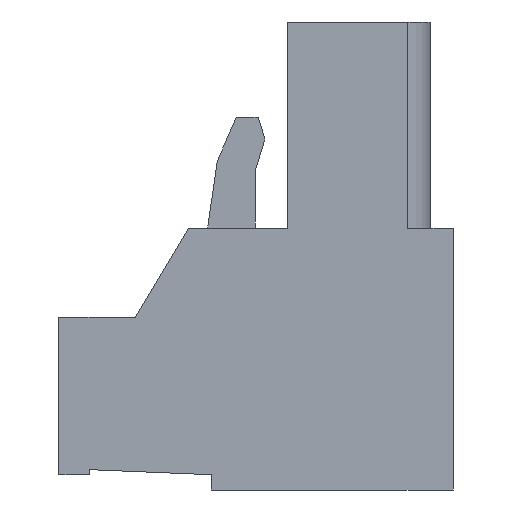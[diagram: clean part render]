
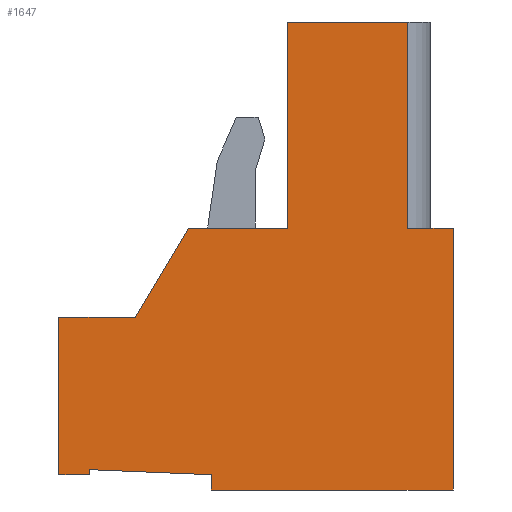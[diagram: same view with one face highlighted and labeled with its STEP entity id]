
A CAD part, left-side view. The second image highlights one B-rep face of the part: STEP entity #1647.
In plain terms, the highlighted planar face has unit normal (-1, 0, 0).
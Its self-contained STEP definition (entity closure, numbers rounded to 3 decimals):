
#72=DIRECTION('',(0.,1.,0.));
#73=VECTOR('',#72,1.78);
#74=CARTESIAN_POINT('',(-7.5,-3.5,-8.1));
#75=LINE('',#74,#73);
#76=DIRECTION('',(0.,0.,-1.));
#77=VECTOR('',#76,10.3);
#78=CARTESIAN_POINT('',(-7.5,-3.5,-8.1));
#79=LINE('',#78,#77);
#80=DIRECTION('',(0.,1.,0.));
#81=VECTOR('',#80,9.5);
#82=CARTESIAN_POINT('',(-7.5,-3.5,-18.4));
#83=LINE('',#82,#81);
#84=DIRECTION('',(0.,0.,1.));
#85=VECTOR('',#84,0.6);
#86=CARTESIAN_POINT('',(-7.5,6.,-18.4));
#87=LINE('',#86,#85);
#88=DIRECTION('',(0.,0.999,0.042));
#89=VECTOR('',#88,4.804);
#90=CARTESIAN_POINT('',(-7.5,6.,-17.8));
#91=LINE('',#90,#89);
#92=DIRECTION('',(0.,0.,-1.));
#93=VECTOR('',#92,0.2);
#94=CARTESIAN_POINT('',(-7.5,10.8,-17.6));
#95=LINE('',#94,#93);
#96=DIRECTION('',(0.,1.,0.));
#97=VECTOR('',#96,1.2);
#98=CARTESIAN_POINT('',(-7.5,10.8,-17.8));
#99=LINE('',#98,#97);
#100=DIRECTION('',(0.,0.,1.));
#101=VECTOR('',#100,6.2);
#102=CARTESIAN_POINT('',(-7.5,12.,-17.8));
#103=LINE('',#102,#101);
#104=DIRECTION('',(0.,-1.,0.));
#105=VECTOR('',#104,3.);
#106=CARTESIAN_POINT('',(-7.5,12.,-11.6));
#107=LINE('',#106,#105);
#108=DIRECTION('',(0.,-0.514,0.857));
#109=VECTOR('',#108,4.082);
#110=CARTESIAN_POINT('',(-7.5,9.,-11.6));
#111=LINE('',#110,#109);
#112=DIRECTION('',(0.,-1.,0.));
#113=VECTOR('',#112,3.9);
#114=CARTESIAN_POINT('',(-7.5,6.9,-8.1));
#115=LINE('',#114,#113);
#116=DIRECTION('',(0.,0.,1.));
#117=VECTOR('',#116,8.1);
#118=CARTESIAN_POINT('',(-7.5,3.,-8.1));
#119=LINE('',#118,#117);
#120=DIRECTION('',(0.,-1.,0.));
#121=VECTOR('',#120,4.72);
#122=CARTESIAN_POINT('',(-7.5,3.,0.));
#123=LINE('',#122,#121);
#124=DIRECTION('',(0.,0.,-1.));
#125=VECTOR('',#124,8.1);
#126=CARTESIAN_POINT('',(-7.5,-1.72,0.));
#127=LINE('',#126,#125);
#1248=CARTESIAN_POINT('',(-7.5,-3.5,-18.4));
#1249=CARTESIAN_POINT('',(-7.5,6.,-18.4));
#1250=VERTEX_POINT('',#1248);
#1251=VERTEX_POINT('',#1249);
#1252=CARTESIAN_POINT('',(-7.5,6.,-17.8));
#1253=VERTEX_POINT('',#1252);
#1254=CARTESIAN_POINT('',(-7.5,10.8,-17.6));
#1255=VERTEX_POINT('',#1254);
#1256=CARTESIAN_POINT('',(-7.5,12.,-17.8));
#1257=CARTESIAN_POINT('',(-7.5,12.,-11.6));
#1258=VERTEX_POINT('',#1256);
#1259=VERTEX_POINT('',#1257);
#1260=CARTESIAN_POINT('',(-7.5,9.,-11.6));
#1261=VERTEX_POINT('',#1260);
#1262=CARTESIAN_POINT('',(-7.5,6.9,-8.1));
#1263=CARTESIAN_POINT('',(-7.5,3.,-8.1));
#1264=VERTEX_POINT('',#1262);
#1265=VERTEX_POINT('',#1263);
#1266=CARTESIAN_POINT('',(-7.5,3.,0.));
#1267=VERTEX_POINT('',#1266);
#1305=CARTESIAN_POINT('',(-7.5,-1.72,0.));
#1307=VERTEX_POINT('',#1305);
#1350=CARTESIAN_POINT('',(-7.5,-3.5,-8.1));
#1351=CARTESIAN_POINT('',(-7.5,-1.72,-8.1));
#1352=VERTEX_POINT('',#1350);
#1353=VERTEX_POINT('',#1351);
#1378=CARTESIAN_POINT('',(-7.5,10.8,-17.8));
#1379=VERTEX_POINT('',#1378);
#1612=CARTESIAN_POINT('',(-7.5,0.,0.));
#1613=DIRECTION('',(1.,0.,0.));
#1614=DIRECTION('',(0.,0.,-1.));
#1615=AXIS2_PLACEMENT_3D('',#1612,#1613,#1614);
#1616=PLANE('',#1615);
#1618=ORIENTED_EDGE('',*,*,#1617,.F.);
#1620=ORIENTED_EDGE('',*,*,#1619,.T.);
#1622=ORIENTED_EDGE('',*,*,#1621,.T.);
#1624=ORIENTED_EDGE('',*,*,#1623,.T.);
#1626=ORIENTED_EDGE('',*,*,#1625,.T.);
#1628=ORIENTED_EDGE('',*,*,#1627,.T.);
#1630=ORIENTED_EDGE('',*,*,#1629,.T.);
#1632=ORIENTED_EDGE('',*,*,#1631,.T.);
#1634=ORIENTED_EDGE('',*,*,#1633,.T.);
#1636=ORIENTED_EDGE('',*,*,#1635,.T.);
#1638=ORIENTED_EDGE('',*,*,#1637,.T.);
#1640=ORIENTED_EDGE('',*,*,#1639,.T.);
#1642=ORIENTED_EDGE('',*,*,#1641,.T.);
#1644=ORIENTED_EDGE('',*,*,#1643,.T.);
#1645=EDGE_LOOP('',(#1618,#1620,#1622,#1624,#1626,#1628,#1630,#1632,#1634,#1636,
#1638,#1640,#1642,#1644));
#1646=FACE_OUTER_BOUND('',#1645,.F.);
#1647=ADVANCED_FACE('',(#1646),#1616,.F.);
#1617=EDGE_CURVE('',#1352,#1353,#75,.T.);
#1619=EDGE_CURVE('',#1352,#1250,#79,.T.);
#1621=EDGE_CURVE('',#1250,#1251,#83,.T.);
#1623=EDGE_CURVE('',#1251,#1253,#87,.T.);
#1625=EDGE_CURVE('',#1253,#1255,#91,.T.);
#1627=EDGE_CURVE('',#1255,#1379,#95,.T.);
#1629=EDGE_CURVE('',#1379,#1258,#99,.T.);
#1631=EDGE_CURVE('',#1258,#1259,#103,.T.);
#1633=EDGE_CURVE('',#1259,#1261,#107,.T.);
#1635=EDGE_CURVE('',#1261,#1264,#111,.T.);
#1637=EDGE_CURVE('',#1264,#1265,#115,.T.);
#1639=EDGE_CURVE('',#1265,#1267,#119,.T.);
#1641=EDGE_CURVE('',#1267,#1307,#123,.T.);
#1643=EDGE_CURVE('',#1307,#1353,#127,.T.);
